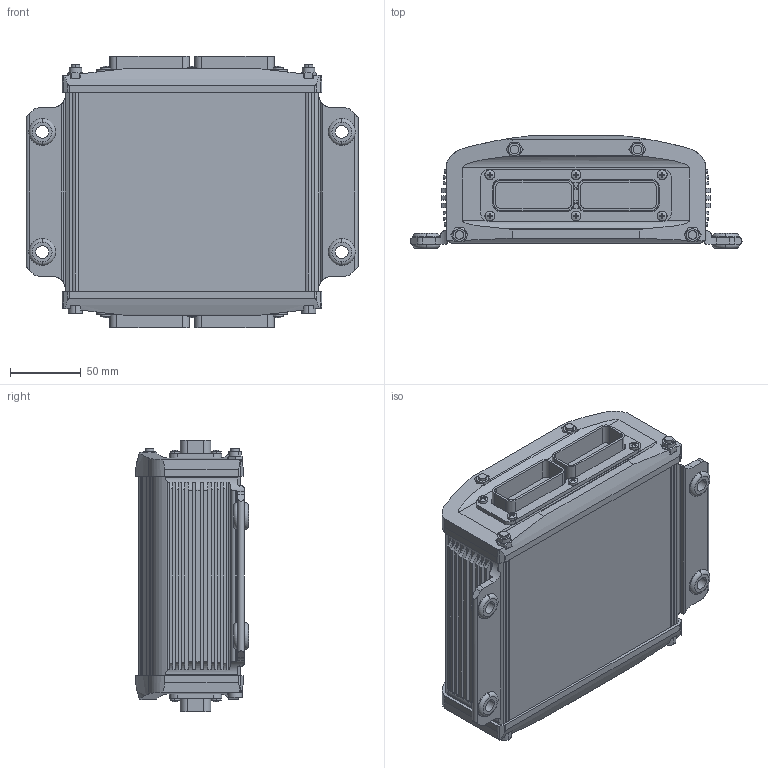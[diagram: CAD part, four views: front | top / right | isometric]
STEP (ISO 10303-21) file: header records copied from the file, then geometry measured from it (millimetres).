
FILE_DESCRIPTION( ( '' ), '1' );
FILE_NAME( 'PLVC8-2Platinen.stp', '2013-09-23T12:20:49', ( '' ), ( '' ), ' ', ' ', ' ' );
FILE_SCHEMA( ( 'automotive_design' ) );
Length unit declared in the file: millimetre
Products named in the file (31): 1; 2; 3; 4; 5; 6; 7; 8; 9; 10; 11; 12; 13; 14; 15; 16; 17; 18; 19; 20; 21; 22; 23; 24; 25; 26; 27; 28; 29; 30; 31
Bounding box: 235 x 80 x 192 mm (x, y, z)
Volume: 629794.1 mm3; surface area: 336299.6 mm2
Topology: 31 solids, 31 shells, 1134 faces, 3026 edges, 2004 vertices
Faces by surface type: plane 604, cylinder 422, cone 80, torus 16, sphere 12
Entity records: 71186 total; most frequent: CARTESIAN_POINT 6719, DIRECTION 6504, STYLED_ITEM 6195, PRESENTATION_STYLE_ASSIGNMENT 6195, COLOUR_RGB 6195, ORIENTED_EDGE 6052, EDGE_CURVE 3026, CURVE_STYLE 3026
